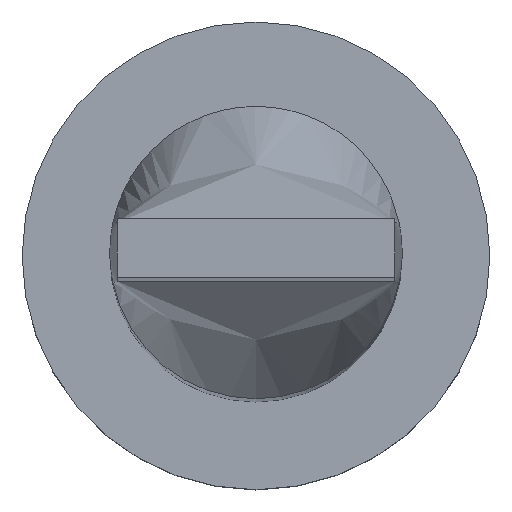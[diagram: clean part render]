
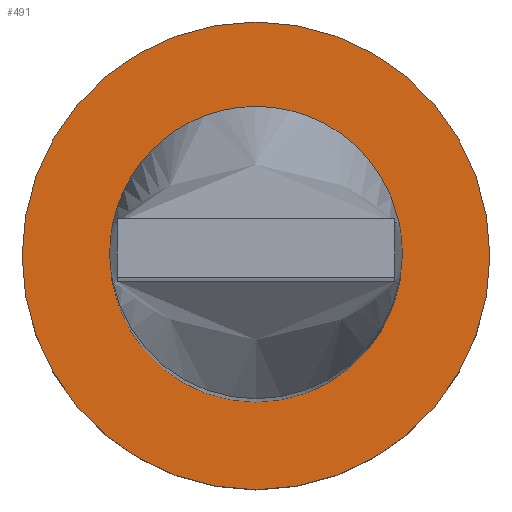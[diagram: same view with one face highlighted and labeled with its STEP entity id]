
A CAD part, top view. The second image highlights one B-rep face of the part: STEP entity #491.
In plain terms, the highlighted planar face has unit normal (0, 0, 1).
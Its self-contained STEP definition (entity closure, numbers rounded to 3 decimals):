
#3 = CARTESIAN_POINT ( 'NONE',  ( 0., 0., 5. ) ) ;
#38 = CIRCLE ( 'NONE', #57, 5. ) ;
#40 = DIRECTION ( 'NONE',  ( 1., 0., 0. ) ) ;
#42 = CARTESIAN_POINT ( 'NONE',  ( 0., 0., 5. ) ) ;
#50 = DIRECTION ( 'NONE',  ( 0., 0., 1. ) ) ;
#52 = EDGE_CURVE ( 'NONE', #341, #334, #494, .T. ) ;
#57 = AXIS2_PLACEMENT_3D ( 'NONE', #42, #233, #315 ) ;
#81 = DIRECTION ( 'NONE',  ( 0., 0., 1. ) ) ;
#83 = AXIS2_PLACEMENT_3D ( 'NONE', #519, #103, #570 ) ;
#93 = AXIS2_PLACEMENT_3D ( 'NONE', #501, #81, #300 ) ;
#103 = DIRECTION ( 'NONE',  ( 0., 0., 1. ) ) ;
#119 = PLANE ( 'NONE',  #93 ) ;
#181 = CARTESIAN_POINT ( 'NONE',  ( -5., 0., 5. ) ) ;
#217 = FACE_BOUND ( 'NONE', #337, .T. ) ;
#228 = CARTESIAN_POINT ( 'NONE',  ( 0., 0., 5. ) ) ;
#233 = DIRECTION ( 'NONE',  ( 0., 0., 1. ) ) ;
#247 = ORIENTED_EDGE ( 'NONE', *, *, #584, .F. ) ;
#256 = CARTESIAN_POINT ( 'NONE',  ( -8., 0., 5. ) ) ;
#264 = EDGE_LOOP ( 'NONE', ( #488, #588 ) ) ;
#300 = DIRECTION ( 'NONE',  ( 1., 0., 0. ) ) ;
#301 = CIRCLE ( 'NONE', #83, 5. ) ;
#312 = CIRCLE ( 'NONE', #405, 8. ) ;
#315 = DIRECTION ( 'NONE',  ( 1., 0., 0. ) ) ;
#334 = VERTEX_POINT ( 'NONE', #343 ) ;
#337 = EDGE_LOOP ( 'NONE', ( #535, #247 ) ) ;
#341 = VERTEX_POINT ( 'NONE', #256 ) ;
#343 = CARTESIAN_POINT ( 'NONE',  ( 8., 0., 5. ) ) ;
#349 = VERTEX_POINT ( 'NONE', #419 ) ;
#405 = AXIS2_PLACEMENT_3D ( 'NONE', #228, #459, #40 ) ;
#419 = CARTESIAN_POINT ( 'NONE',  ( 5., 0., 5. ) ) ;
#459 = DIRECTION ( 'NONE',  ( 0., 0., 1. ) ) ;
#466 = AXIS2_PLACEMENT_3D ( 'NONE', #3, #50, #561 ) ;
#488 = ORIENTED_EDGE ( 'NONE', *, *, #52, .T. ) ;
#491 = ADVANCED_FACE ( 'NONE', ( #217, #537 ), #119, .T. ) ;
#494 = CIRCLE ( 'NONE', #466, 8. ) ;
#501 = CARTESIAN_POINT ( 'NONE',  ( 0., 0., 5. ) ) ;
#519 = CARTESIAN_POINT ( 'NONE',  ( 0., 0., 5. ) ) ;
#535 = ORIENTED_EDGE ( 'NONE', *, *, #600, .F. ) ;
#537 = FACE_OUTER_BOUND ( 'NONE', #264, .T. ) ;
#542 = EDGE_CURVE ( 'NONE', #334, #341, #312, .T. ) ;
#561 = DIRECTION ( 'NONE',  ( 1., 0., 0. ) ) ;
#570 = DIRECTION ( 'NONE',  ( 1., 0., 0. ) ) ;
#584 = EDGE_CURVE ( 'NONE', #349, #587, #38, .T. ) ;
#587 = VERTEX_POINT ( 'NONE', #181 ) ;
#588 = ORIENTED_EDGE ( 'NONE', *, *, #542, .T. ) ;
#600 = EDGE_CURVE ( 'NONE', #587, #349, #301, .T. ) ;
